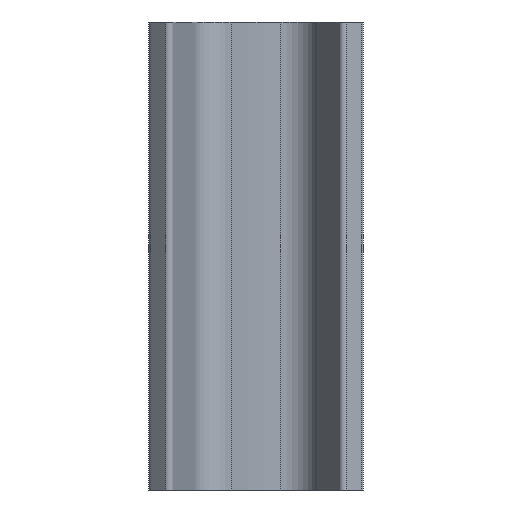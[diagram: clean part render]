
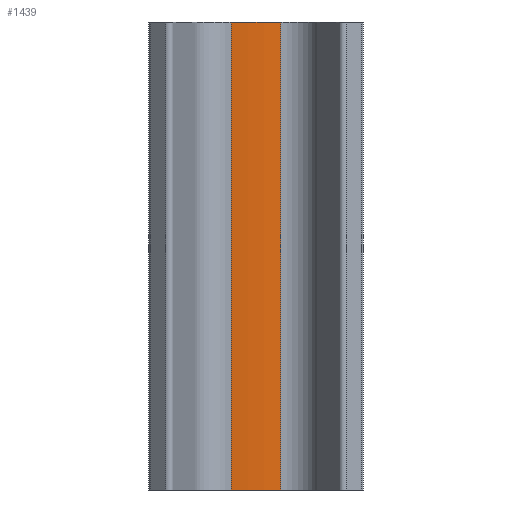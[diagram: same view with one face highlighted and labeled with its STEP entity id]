
A CAD part, front view. The second image highlights one B-rep face of the part: STEP entity #1439.
In plain terms, the highlighted cylindrical face has radius 12 mm (diameter 24 mm), a partial arc.
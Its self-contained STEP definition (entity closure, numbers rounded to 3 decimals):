
#63 = ORIENTED_EDGE ( 'NONE', *, *, #1526, .T. ) ;
#64 = CIRCLE ( 'NONE', #1758, 12. ) ;
#67 = AXIS2_PLACEMENT_3D ( 'NONE', #423, #1387, #572 ) ;
#129 = AXIS2_PLACEMENT_3D ( 'NONE', #1434, #784, #644 ) ;
#223 = CARTESIAN_POINT ( 'NONE',  ( -1.055, -1.154, -20. ) ) ;
#285 = ORIENTED_EDGE ( 'NONE', *, *, #1539, .T. ) ;
#292 = DIRECTION ( 'NONE',  ( 0., 0., 1. ) ) ;
#333 = ORIENTED_EDGE ( 'NONE', *, *, #1563, .F. ) ;
#375 = ORIENTED_EDGE ( 'NONE', *, *, #1500, .T. ) ;
#387 = CARTESIAN_POINT ( 'NONE',  ( -1.055, -1.154, 0. ) ) ;
#398 = VECTOR ( 'NONE', #726, 1000. ) ;
#423 = CARTESIAN_POINT ( 'NONE',  ( 0., 10.8, -20. ) ) ;
#435 = CARTESIAN_POINT ( 'NONE',  ( 1.055, -1.154, 0. ) ) ;
#441 = CIRCLE ( 'NONE', #67, 12. ) ;
#556 = VERTEX_POINT ( 'NONE', #387 ) ;
#572 = DIRECTION ( 'NONE',  ( 1., 0., 0. ) ) ;
#626 = CARTESIAN_POINT ( 'NONE',  ( 1.055, -1.154, -20. ) ) ;
#644 = DIRECTION ( 'NONE',  ( 1., 0., 0. ) ) ;
#646 = VERTEX_POINT ( 'NONE', #626 ) ;
#696 = VECTOR ( 'NONE', #1458, 1000. ) ;
#726 = DIRECTION ( 'NONE',  ( 0., 0., 1. ) ) ;
#784 = DIRECTION ( 'NONE',  ( 0., 0., 1. ) ) ;
#790 = LINE ( 'NONE', #1127, #398 ) ;
#861 = VERTEX_POINT ( 'NONE', #1290 ) ;
#1062 = LINE ( 'NONE', #223, #696 ) ;
#1074 = VERTEX_POINT ( 'NONE', #435 ) ;
#1127 = CARTESIAN_POINT ( 'NONE',  ( 1.055, -1.154, -20. ) ) ;
#1131 = CARTESIAN_POINT ( 'NONE',  ( 0., 10.8, 0. ) ) ;
#1227 = EDGE_LOOP ( 'NONE', ( #63, #285, #333, #375 ) ) ;
#1254 = DIRECTION ( 'NONE',  ( 1., 0., 0. ) ) ;
#1290 = CARTESIAN_POINT ( 'NONE',  ( -1.055, -1.154, -20. ) ) ;
#1298 = FACE_OUTER_BOUND ( 'NONE', #1227, .T. ) ;
#1387 = DIRECTION ( 'NONE',  ( 0., 0., 1. ) ) ;
#1434 = CARTESIAN_POINT ( 'NONE',  ( 0., 10.8, -20. ) ) ;
#1439 = ADVANCED_FACE ( 'NONE', ( #1298 ), #1462, .T. ) ;
#1458 = DIRECTION ( 'NONE',  ( 0., 0., -1. ) ) ;
#1462 = CYLINDRICAL_SURFACE ( 'NONE', #129, 12. ) ;
#1500 = EDGE_CURVE ( 'NONE', #556, #861, #1062, .T. ) ;
#1526 = EDGE_CURVE ( 'NONE', #861, #646, #441, .T. ) ;
#1539 = EDGE_CURVE ( 'NONE', #646, #1074, #790, .T. ) ;
#1563 = EDGE_CURVE ( 'NONE', #556, #1074, #64, .T. ) ;
#1758 = AXIS2_PLACEMENT_3D ( 'NONE', #1131, #292, #1254 ) ;
